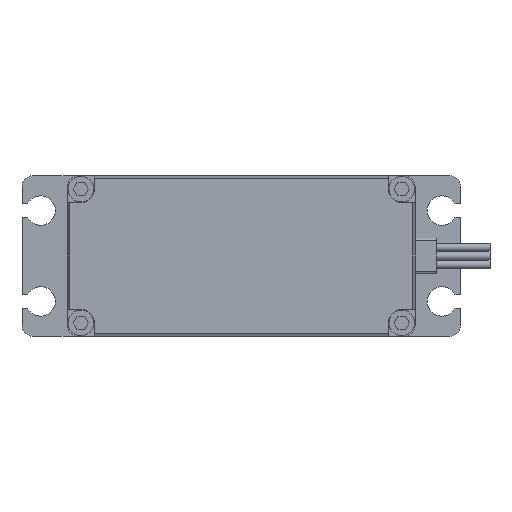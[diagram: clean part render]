
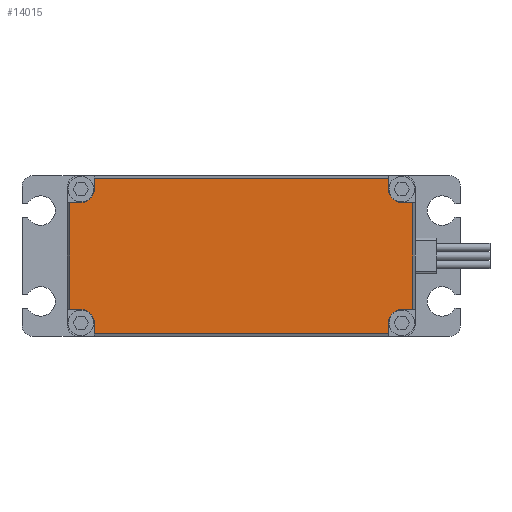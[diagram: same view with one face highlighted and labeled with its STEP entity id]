
A CAD part, front view. The second image highlights one B-rep face of the part: STEP entity #14015.
In plain terms, the highlighted planar face has unit normal (0, -1, 0).
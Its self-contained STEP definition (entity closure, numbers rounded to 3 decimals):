
#58 = ORIENTED_EDGE ( 'NONE', *, *, #18944, .F. ) ;
#629 = EDGE_CURVE ( 'NONE', #3883, #19161, #18477, .T. ) ;
#719 = EDGE_CURVE ( 'NONE', #1977, #17333, #2482, .T. ) ;
#747 = ORIENTED_EDGE ( 'NONE', *, *, #629, .T. ) ;
#1361 = ORIENTED_EDGE ( 'NONE', *, *, #719, .F. ) ;
#1380 = EDGE_CURVE ( 'NONE', #13519, #19192, #19557, .T. ) ;
#1699 = CARTESIAN_POINT ( 'NONE',  ( -27.5, 0., 15. ) ) ;
#1745 = DIRECTION ( 'NONE',  ( 0., 0., 1. ) ) ;
#1889 = DIRECTION ( 'NONE',  ( 0., 0., -1. ) ) ;
#1977 = VERTEX_POINT ( 'NONE', #24045 ) ;
#2482 = CIRCLE ( 'NONE', #22386, 2.5 ) ;
#2861 = LINE ( 'NONE', #12882, #25001 ) ;
#3155 = DIRECTION ( 'NONE',  ( 0., 0., -1. ) ) ;
#3308 = CARTESIAN_POINT ( 'NONE',  ( 27.5, 0., -15. ) ) ;
#3771 = EDGE_CURVE ( 'NONE', #18672, #1977, #18995, .T. ) ;
#3790 = CARTESIAN_POINT ( 'NONE',  ( 30., 0., 10. ) ) ;
#3883 = VERTEX_POINT ( 'NONE', #15854 ) ;
#3887 = CARTESIAN_POINT ( 'NONE',  ( -30., 0., 12.5 ) ) ;
#4102 = ORIENTED_EDGE ( 'NONE', *, *, #30668, .T. ) ;
#4214 = DIRECTION ( 'NONE',  ( 0., 0., 1. ) ) ;
#4690 = DIRECTION ( 'NONE',  ( 0., 0., -1. ) ) ;
#4727 = DIRECTION ( 'NONE',  ( -1., 0., 0. ) ) ;
#4929 = LINE ( 'NONE', #22318, #27700 ) ;
#5235 = LINE ( 'NONE', #25589, #10557 ) ;
#6224 = ORIENTED_EDGE ( 'NONE', *, *, #1380, .F. ) ;
#6467 = VERTEX_POINT ( 'NONE', #11183 ) ;
#6514 = ORIENTED_EDGE ( 'NONE', *, *, #21085, .F. ) ;
#7141 = CARTESIAN_POINT ( 'NONE',  ( 30., 0., -12.5 ) ) ;
#7443 = VECTOR ( 'NONE', #3155, 1000. ) ;
#7916 = CARTESIAN_POINT ( 'NONE',  ( -27.5, 0., -12.5 ) ) ;
#7971 = VERTEX_POINT ( 'NONE', #27804 ) ;
#8148 = CARTESIAN_POINT ( 'NONE',  ( -32.059, 0., 10. ) ) ;
#8330 = VECTOR ( 'NONE', #13289, 1000. ) ;
#8844 = EDGE_CURVE ( 'NONE', #21504, #15138, #18069, .T. ) ;
#8862 = VERTEX_POINT ( 'NONE', #16837 ) ;
#9416 = ORIENTED_EDGE ( 'NONE', *, *, #10473, .T. ) ;
#10001 = DIRECTION ( 'NONE',  ( 0., 0., 1. ) ) ;
#10046 = EDGE_CURVE ( 'NONE', #13641, #7971, #12274, .T. ) ;
#10427 = DIRECTION ( 'NONE',  ( 0., 0., -1. ) ) ;
#10465 = ORIENTED_EDGE ( 'NONE', *, *, #3771, .F. ) ;
#10473 = EDGE_CURVE ( 'NONE', #7971, #17297, #14989, .T. ) ;
#10557 = VECTOR ( 'NONE', #28379, 1000. ) ;
#10970 = CARTESIAN_POINT ( 'NONE',  ( -30., 0., -12.5 ) ) ;
#11183 = CARTESIAN_POINT ( 'NONE',  ( -32.059, 0., -10. ) ) ;
#11513 = CARTESIAN_POINT ( 'NONE',  ( -27.5, 0., 14.559 ) ) ;
#11782 = DIRECTION ( 'NONE',  ( -1., 0., 0. ) ) ;
#12274 = LINE ( 'NONE', #3790, #15486 ) ;
#12442 = VECTOR ( 'NONE', #26858, 1000. ) ;
#12882 = CARTESIAN_POINT ( 'NONE',  ( -32.059, 0., 0. ) ) ;
#12960 = AXIS2_PLACEMENT_3D ( 'NONE', #24659, #32018, #17251 ) ;
#13289 = DIRECTION ( 'NONE',  ( 1., 0., 0. ) ) ;
#13297 = CARTESIAN_POINT ( 'NONE',  ( 27.5, 0., 14.559 ) ) ;
#13390 = EDGE_CURVE ( 'NONE', #17297, #18441, #5235, .T. ) ;
#13519 = VERTEX_POINT ( 'NONE', #8148 ) ;
#13641 = VERTEX_POINT ( 'NONE', #15205 ) ;
#13993 = FACE_OUTER_BOUND ( 'NONE', #31623, .T. ) ;
#14015 = ADVANCED_FACE ( 'NONE', ( #13993 ), #24170, .F. ) ;
#14169 = LINE ( 'NONE', #1699, #30613 ) ;
#14574 = ORIENTED_EDGE ( 'NONE', *, *, #30307, .T. ) ;
#14685 = CARTESIAN_POINT ( 'NONE',  ( -30., 0., 10. ) ) ;
#14799 = EDGE_CURVE ( 'NONE', #15138, #3883, #19279, .T. ) ;
#14989 = CIRCLE ( 'NONE', #19169, 2.5 ) ;
#15138 = VERTEX_POINT ( 'NONE', #7916 ) ;
#15205 = CARTESIAN_POINT ( 'NONE',  ( 32.059, 0., 10. ) ) ;
#15486 = VECTOR ( 'NONE', #11782, 1000. ) ;
#15633 = LINE ( 'NONE', #3308, #7443 ) ;
#15765 = VERTEX_POINT ( 'NONE', #11513 ) ;
#15854 = CARTESIAN_POINT ( 'NONE',  ( -27.5, 0., -14.559 ) ) ;
#15887 = DIRECTION ( 'NONE',  ( 0., 1., 0. ) ) ;
#16527 = CARTESIAN_POINT ( 'NONE',  ( 30., 0., -10. ) ) ;
#16826 = EDGE_CURVE ( 'NONE', #6467, #21504, #18355, .T. ) ;
#16837 = CARTESIAN_POINT ( 'NONE',  ( -27.5, 0., 12.5 ) ) ;
#17132 = ORIENTED_EDGE ( 'NONE', *, *, #31570, .F. ) ;
#17251 = DIRECTION ( 'NONE',  ( 0., 0., 1. ) ) ;
#17297 = VERTEX_POINT ( 'NONE', #31285 ) ;
#17333 = VERTEX_POINT ( 'NONE', #19130 ) ;
#17711 = CARTESIAN_POINT ( 'NONE',  ( -30., 0., -10. ) ) ;
#18069 = CIRCLE ( 'NONE', #22270, 2.5 ) ;
#18137 = CARTESIAN_POINT ( 'NONE',  ( -30., 0., -10. ) ) ;
#18355 = LINE ( 'NONE', #17711, #8330 ) ;
#18370 = EDGE_CURVE ( 'NONE', #18672, #13641, #4929, .T. ) ;
#18441 = VERTEX_POINT ( 'NONE', #13297 ) ;
#18477 = LINE ( 'NONE', #22230, #12442 ) ;
#18672 = VERTEX_POINT ( 'NONE', #30004 ) ;
#18944 = EDGE_CURVE ( 'NONE', #19192, #8862, #26981, .T. ) ;
#18995 = LINE ( 'NONE', #16527, #24165 ) ;
#19130 = CARTESIAN_POINT ( 'NONE',  ( 27.5, 0., -12.5 ) ) ;
#19161 = VERTEX_POINT ( 'NONE', #29770 ) ;
#19169 = AXIS2_PLACEMENT_3D ( 'NONE', #26703, #24229, #1745 ) ;
#19192 = VERTEX_POINT ( 'NONE', #14685 ) ;
#19279 = LINE ( 'NONE', #24372, #21355 ) ;
#19557 = LINE ( 'NONE', #32186, #31648 ) ;
#21085 = EDGE_CURVE ( 'NONE', #8862, #15765, #14169, .T. ) ;
#21355 = VECTOR ( 'NONE', #1889, 1000. ) ;
#21504 = VERTEX_POINT ( 'NONE', #18137 ) ;
#22230 = CARTESIAN_POINT ( 'NONE',  ( 0., 0., -14.559 ) ) ;
#22270 = AXIS2_PLACEMENT_3D ( 'NONE', #10970, #15887, #31131 ) ;
#22318 = CARTESIAN_POINT ( 'NONE',  ( 32.059, 0., 0. ) ) ;
#22386 = AXIS2_PLACEMENT_3D ( 'NONE', #7141, #32227, #4690 ) ;
#22438 = ORIENTED_EDGE ( 'NONE', *, *, #14799, .T. ) ;
#23284 = ORIENTED_EDGE ( 'NONE', *, *, #8844, .T. ) ;
#23312 = AXIS2_PLACEMENT_3D ( 'NONE', #3887, #29174, #4214 ) ;
#23932 = DIRECTION ( 'NONE',  ( -1., 0., 0. ) ) ;
#24045 = CARTESIAN_POINT ( 'NONE',  ( 30., 0., -10. ) ) ;
#24165 = VECTOR ( 'NONE', #23932, 1000. ) ;
#24170 = PLANE ( 'NONE',  #12960 ) ;
#24229 = DIRECTION ( 'NONE',  ( 0., 1., 0. ) ) ;
#24372 = CARTESIAN_POINT ( 'NONE',  ( -27.5, 0., -15. ) ) ;
#24659 = CARTESIAN_POINT ( 'NONE',  ( 0., 0., 0. ) ) ;
#24911 = LINE ( 'NONE', #27390, #29224 ) ;
#25001 = VECTOR ( 'NONE', #10427, 1000. ) ;
#25138 = DIRECTION ( 'NONE',  ( 0., 0., 1. ) ) ;
#25589 = CARTESIAN_POINT ( 'NONE',  ( 27.5, 0., 15. ) ) ;
#26703 = CARTESIAN_POINT ( 'NONE',  ( 30., 0., 12.5 ) ) ;
#26858 = DIRECTION ( 'NONE',  ( 1., 0., 0. ) ) ;
#26981 = CIRCLE ( 'NONE', #23312, 2.5 ) ;
#27357 = ORIENTED_EDGE ( 'NONE', *, *, #10046, .T. ) ;
#27390 = CARTESIAN_POINT ( 'NONE',  ( 0., 0., 14.559 ) ) ;
#27700 = VECTOR ( 'NONE', #25138, 1000. ) ;
#27804 = CARTESIAN_POINT ( 'NONE',  ( 30., 0., 10. ) ) ;
#28379 = DIRECTION ( 'NONE',  ( 0., 0., 1. ) ) ;
#29155 = ORIENTED_EDGE ( 'NONE', *, *, #16826, .T. ) ;
#29174 = DIRECTION ( 'NONE',  ( 0., -1., 0. ) ) ;
#29224 = VECTOR ( 'NONE', #4727, 1000. ) ;
#29588 = DIRECTION ( 'NONE',  ( 1., 0., 0. ) ) ;
#29770 = CARTESIAN_POINT ( 'NONE',  ( 27.5, 0., -14.559 ) ) ;
#30004 = CARTESIAN_POINT ( 'NONE',  ( 32.059, 0., -10. ) ) ;
#30208 = ORIENTED_EDGE ( 'NONE', *, *, #13390, .T. ) ;
#30307 = EDGE_CURVE ( 'NONE', #13519, #6467, #2861, .T. ) ;
#30613 = VECTOR ( 'NONE', #10001, 1000. ) ;
#30668 = EDGE_CURVE ( 'NONE', #18441, #15765, #24911, .T. ) ;
#31131 = DIRECTION ( 'NONE',  ( 0., 0., -1. ) ) ;
#31285 = CARTESIAN_POINT ( 'NONE',  ( 27.5, 0., 12.5 ) ) ;
#31570 = EDGE_CURVE ( 'NONE', #17333, #19161, #15633, .T. ) ;
#31623 = EDGE_LOOP ( 'NONE', ( #6224, #14574, #29155, #23284, #22438, #747, #17132, #1361, #10465, #31696, #27357, #9416, #30208, #4102, #6514, #58 ) ) ;
#31648 = VECTOR ( 'NONE', #29588, 1000. ) ;
#31696 = ORIENTED_EDGE ( 'NONE', *, *, #18370, .T. ) ;
#32018 = DIRECTION ( 'NONE',  ( 0., 1., 0. ) ) ;
#32186 = CARTESIAN_POINT ( 'NONE',  ( -30., 0., 10. ) ) ;
#32227 = DIRECTION ( 'NONE',  ( 0., -1., 0. ) ) ;
